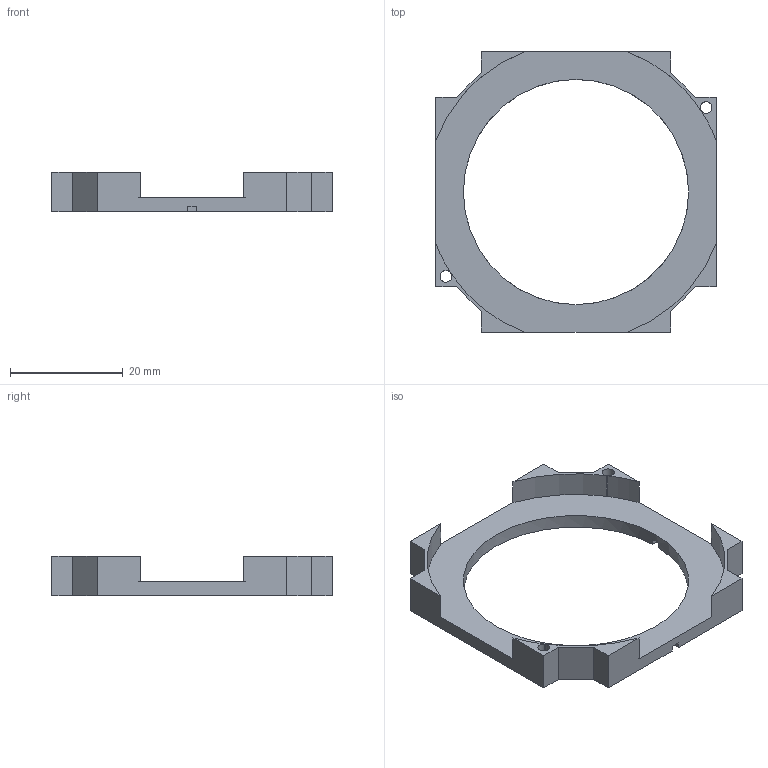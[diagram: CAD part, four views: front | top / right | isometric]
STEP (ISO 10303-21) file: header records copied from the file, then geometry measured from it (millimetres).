
FILE_DESCRIPTION(/* description */ (''),/* implementation_level */ '2;1');
FILE_NAME(/* name */ '20_POL_Insert_Linear_Polarizer_Lid.ipt.step',/* time_stamp */ '2022-11-29T08:11:53+01:00',/* author */ ('marsikovabarbora'),/* organization */ (''),/* preprocessor_version */ 'ST-DEVELOPER v18.1',/* originating_system */ 'Autodesk Inventor 2022',/* authorisation */ '');
FILE_SCHEMA (('AUTOMOTIVE_DESIGN { 1 0 10303 214 3 1 1 }'));
Length unit declared in the file: millimetre
Products named in the file (1): 20_Cube_Insert_CirAp_Lid
Bounding box: 49.8 x 49.8 x 7 mm (x, y, z)
Volume: 3006.6 mm3; surface area: 3874.3 mm2
Topology: 1 solids, 1 shells, 109 faces, 300 edges, 200 vertices
Faces by surface type: bspline 59, plane 41, cylinder 9
Full cylindrical faces by diameter (mm): 2.1 x2, 40 x1
Entity records: 4009 total; most frequent: CARTESIAN_POINT 1559, ORIENTED_EDGE 600, DIRECTION 310, EDGE_CURVE 300, VERTEX_POINT 200, LINE 156, VECTOR 156, EDGE_LOOP 122
